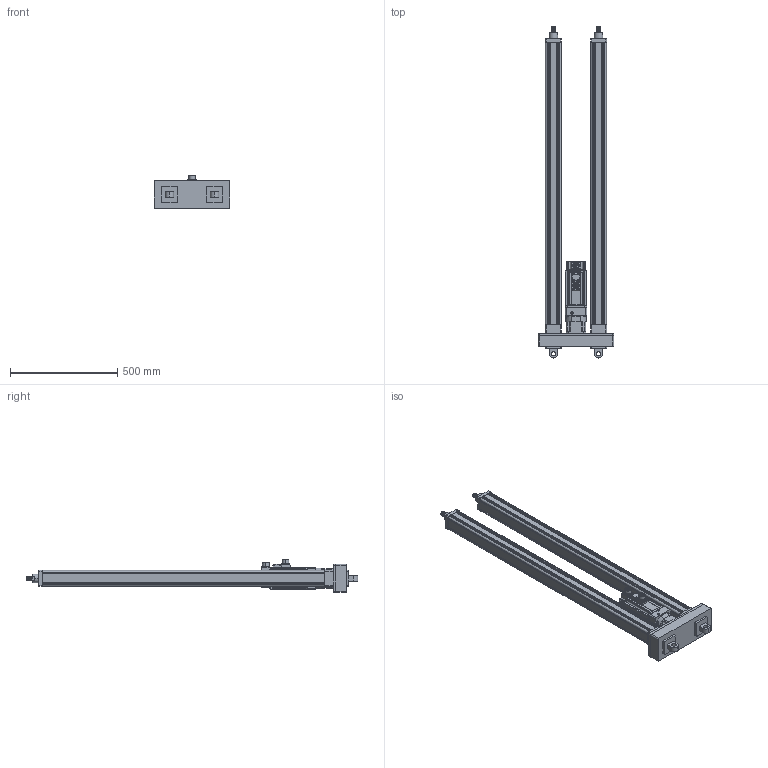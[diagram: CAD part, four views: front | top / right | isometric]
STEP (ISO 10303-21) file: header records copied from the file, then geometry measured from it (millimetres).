
FILE_DESCRIPTION (( 'STEP AP203' ), '1' );
FILE_NAME ('RLA75-10QX-5KN-R1200-100mm-s.STEP', '2025-01-16T07:37:32', ( '微软用户' ), ( '微软中国' ), 'SwSTEP 2.0', 'SolidWorks 2022', '' );
FILE_SCHEMA (( 'CONFIG_CONTROL_DESIGN' ));
Length unit declared in the file: millimetre
Products named in the file (5): 75缸行程1200折叠; PGH90-L1-22-95-115-M8-A22; 1KW-3000带刹车; RLA75-10QX-5KN-R1200-100mm-s; 75缸后单销耳
Assembly tree (5 placements, depth 2):
  RLA75-10QX-5KN-R1200-100mm-s
    75缸行程1200折叠
    PGH90-L1-22-95-115-M8-A22
    75缸后单销耳  x2
    1KW-3000带刹车
Bounding box: 350.01 x 1545 x 152.5 mm (x, y, z)
Volume: 17897524.4 mm3; surface area: 1804900.6 mm2
Topology: 24 solids, 45 shells, 2181 faces, 5770 edges, 3551 vertices
Faces by surface type: bspline 1227, cylinder 436, plane 408, cone 74, torus 36
Entity records: 84577 total; most frequent: CARTESIAN_POINT 43519, ORIENTED_EDGE 10744, EDGE_CURVE 5614, DIRECTION 4980, VERTEX_POINT 3529, EDGE_LOOP 2409, FACE_OUTER_BOUND 2165, ADVANCED_FACE 2163
